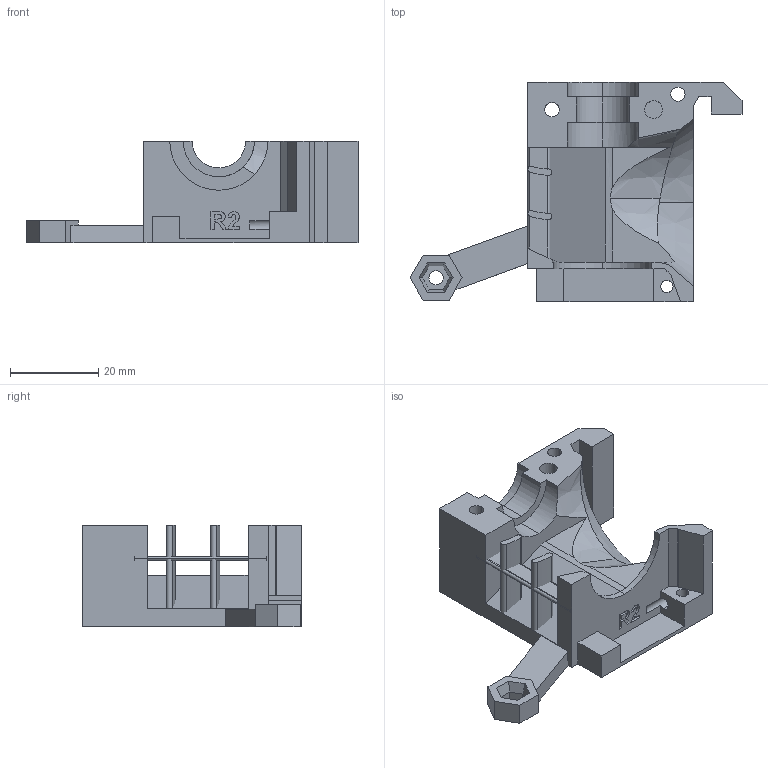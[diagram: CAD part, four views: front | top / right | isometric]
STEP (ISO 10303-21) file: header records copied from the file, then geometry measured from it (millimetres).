
FILE_DESCRIPTION (( 'STEP AP214' ), '1' );
FILE_NAME ('extruder-cover(R2).STEP', '2018-02-12T20:15:15', ( '' ), ( '' ), 'SwSTEP 2.0', 'SolidWorks 2017', '' );
FILE_SCHEMA (( 'AUTOMOTIVE_DESIGN' ));
Length unit declared in the file: millimetre
Products named in the file (1): extruder-cover(R2)
Bounding box: 75.15 x 49.75 x 23 mm (x, y, z)
Volume: 23258.5 mm3; surface area: 11241.5 mm2
Topology: 8 solids, 8 shells, 208 faces, 542 edges, 358 vertices
Faces by surface type: plane 134, cylinder 45, bspline 16, cone 13
Entity records: 9321 total; most frequent: CARTESIAN_POINT 2202, ORIENTED_EDGE 1084, DIRECTION 985, EDGE_CURVE 542, LINE 381, VECTOR 381, VERTEX_POINT 358, AXIS2_PLACEMENT_3D 302
